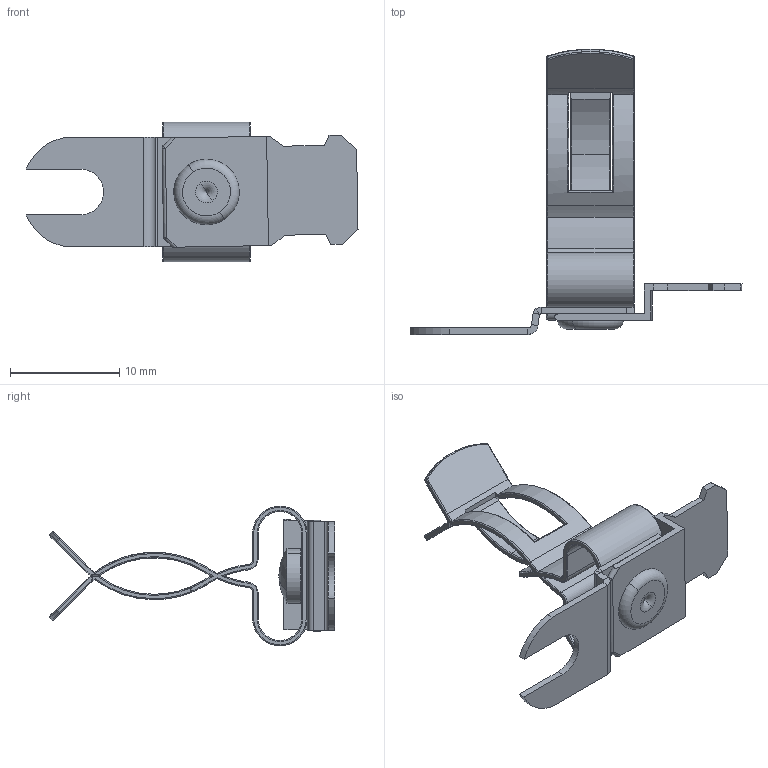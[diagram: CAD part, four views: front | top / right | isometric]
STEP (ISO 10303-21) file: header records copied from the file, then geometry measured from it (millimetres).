
FILE_DESCRIPTION (( 'STEP AP214' ), '1' );
FILE_NAME ('1022-531.STEP', '2024-03-20T10:10:06', ( '' ), ( '' ), 'SwSTEP 2.0', 'SolidWorks 2022', '' );
FILE_SCHEMA (( 'AUTOMOTIVE_DESIGN' ));
Length unit declared in the file: millimetre
Products named in the file (5): 1022-052 .; 1022-531; 3x1,5_1,8mm Blechstärke; 1022-062.Kunde; 1011-001
Assembly tree (4 placements, depth 2):
  1022-531
    1022-062.Kunde
    1022-052 .
    3x1,5_1,8mm Blechstärke
    1011-001
Bounding box: 30.4 x 26.11 x 12.8 mm (x, y, z)
Volume: 509.2 mm3; surface area: 1952.9 mm2
Topology: 4 solids, 4 shells, 378 faces, 948 edges, 575 vertices
Faces by surface type: plane 147, cylinder 106, torus 76, bspline 30, sphere 19
Entity records: 17515 total; most frequent: CARTESIAN_POINT 4849, ORIENTED_EDGE 1864, DIRECTION 1779, EDGE_CURVE 932, AXIS2_PLACEMENT_3D 644, VERTEX_POINT 571, LINE 491, VECTOR 491
